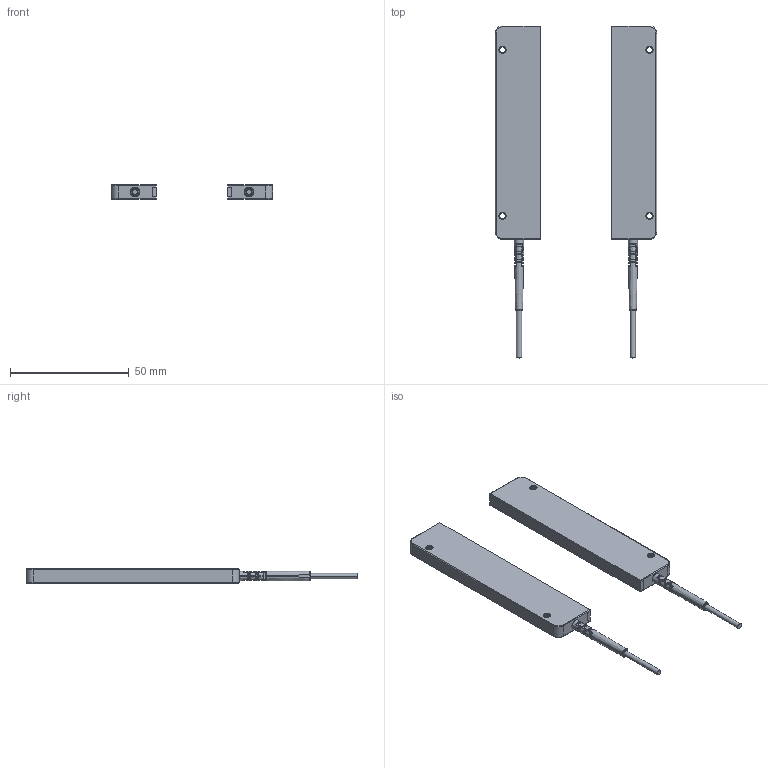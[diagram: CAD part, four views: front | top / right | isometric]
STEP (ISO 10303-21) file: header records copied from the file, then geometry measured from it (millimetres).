
FILE_DESCRIPTION((''),'2;1');
FILE_NAME('PT70QL__ASM','2021-10-08T16:01:45',('Administrator'),(''),'CREO PARAMETRIC BY PTC INC, 2018400','CREO PARAMETRIC BY PTC INC, 2018400','');
FILE_SCHEMA(('CONFIG_CONTROL_DESIGN'));
Length unit declared in the file: millimetre
Products named in the file (4): PT70QL_; PT-A05-HUTAO_; ASM0001__ASM; PT70QL__ASM
Assembly tree (4 placements, depth 3):
  PT70QL__ASM
    ASM0001__ASM  x2
      PT70QL_
      PT-A05-HUTAO_
Bounding box: 68 x 140 x 6 mm (x, y, z)
Volume: 21073.9 mm3; surface area: 13408.1 mm2
Topology: 6 solids, 6 shells, 580 faces, 1568 edges, 1012 vertices
Faces by surface type: cylinder 240, bspline 196, plane 120, cone 16, torus 8
Entity records: 15831 total; most frequent: CARTESIAN_POINT 9145, ORIENTED_EDGE 1564, DIRECTION 1060, EDGE_CURVE 782, VERTEX_POINT 506, AXIS2_PLACEMENT_3D 404, EDGE_LOOP 366, B_SPLINE_CURVE_WITH_KNOTS 328
